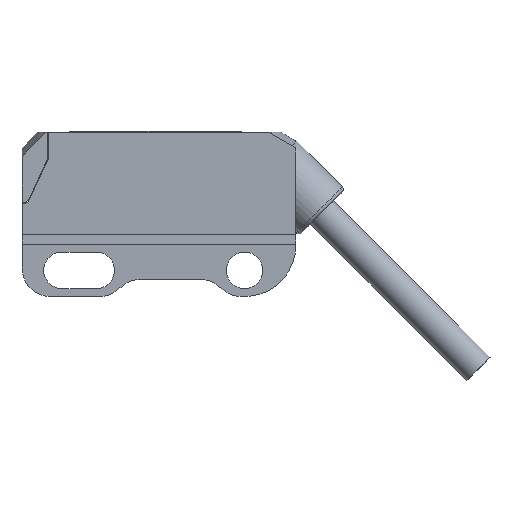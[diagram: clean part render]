
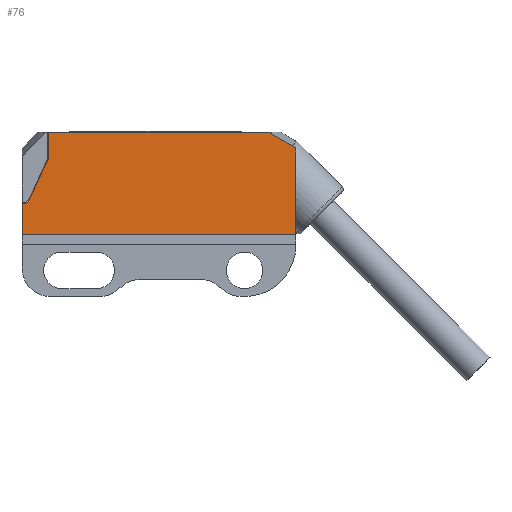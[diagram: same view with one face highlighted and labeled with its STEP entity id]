
A CAD part, left-side view. The second image highlights one B-rep face of the part: STEP entity #76.
In plain terms, the highlighted planar face has unit normal (-1, 0, 0).
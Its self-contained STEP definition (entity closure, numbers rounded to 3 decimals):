
#76 = ADVANCED_FACE( '', ( #144 ), #145, .F. );
#144 = FACE_OUTER_BOUND( '', #289, .T. );
#145 = PLANE( '', #290 );
#289 = EDGE_LOOP( '', ( #443, #444, #445, #446, #447, #448, #449, #450, #451 ) );
#290 = AXIS2_PLACEMENT_3D( '', #452, #453, #454 );
#443 = ORIENTED_EDGE( '', *, *, #976, .F. );
#444 = ORIENTED_EDGE( '', *, *, #970, .T. );
#445 = ORIENTED_EDGE( '', *, *, #977, .T. );
#446 = ORIENTED_EDGE( '', *, *, #978, .F. );
#447 = ORIENTED_EDGE( '', *, *, #979, .F. );
#448 = ORIENTED_EDGE( '', *, *, #980, .F. );
#449 = ORIENTED_EDGE( '', *, *, #981, .T. );
#450 = ORIENTED_EDGE( '', *, *, #982, .F. );
#451 = ORIENTED_EDGE( '', *, *, #983, .F. );
#452 = CARTESIAN_POINT( '', ( -4.05, 0., 2.2 ) );
#453 = DIRECTION( '', ( 1., 0., 0. ) );
#454 = DIRECTION( '', ( 0., 0., -1. ) );
#970 = EDGE_CURVE( '', #1142, #1140, #1143, .T. );
#976 = EDGE_CURVE( '', #1142, #1153, #1154, .T. );
#977 = EDGE_CURVE( '', #1140, #1155, #1156, .T. );
#978 = EDGE_CURVE( '', #1157, #1155, #1158, .T. );
#979 = EDGE_CURVE( '', #1159, #1157, #1160, .T. );
#980 = EDGE_CURVE( '', #1161, #1159, #1162, .T. );
#981 = EDGE_CURVE( '', #1161, #1163, #1164, .T. );
#982 = EDGE_CURVE( '', #1165, #1163, #1166, .T. );
#983 = EDGE_CURVE( '', #1153, #1165, #1167, .T. );
#1140 = VERTEX_POINT( '', #1426 );
#1142 = VERTEX_POINT( '', #1428 );
#1143 = B_SPLINE_CURVE_WITH_KNOTS( '', 3, ( #1429, #1430, #1431, #1432 ), .UNSPECIFIED., .F., .F., ( 4, 4 ), ( 0.016, 0.016 ), .UNSPECIFIED. );
#1153 = VERTEX_POINT( '', #1465 );
#1154 = LINE( '', #1466, #1467 );
#1155 = VERTEX_POINT( '', #1468 );
#1156 = LINE( '', #1469, #1470 );
#1157 = VERTEX_POINT( '', #1471 );
#1158 = LINE( '', #1472, #1473 );
#1159 = VERTEX_POINT( '', #1474 );
#1160 = LINE( '', #1475, #1476 );
#1161 = VERTEX_POINT( '', #1477 );
#1162 = LINE( '', #1478, #1479 );
#1163 = VERTEX_POINT( '', #1480 );
#1164 = CIRCLE( '', #1481, 0.6 );
#1165 = VERTEX_POINT( '', #1482 );
#1166 = LINE( '', #1483, #1484 );
#1167 = LINE( '', #1485, #1486 );
#1426 = CARTESIAN_POINT( '', ( -4.05, -4.239, 10.897 ) );
#1428 = CARTESIAN_POINT( '', ( -4.05, -4.5, 10.631 ) );
#1429 = CARTESIAN_POINT( '', ( -4.05, -4.5, 10.631 ) );
#1430 = CARTESIAN_POINT( '', ( -4.05, -4.413, 10.72 ) );
#1431 = CARTESIAN_POINT( '', ( -4.05, -4.326, 10.809 ) );
#1432 = CARTESIAN_POINT( '', ( -4.05, -4.239, 10.897 ) );
#1465 = CARTESIAN_POINT( '', ( -4.05, -4.5, 3.1 ) );
#1466 = CARTESIAN_POINT( '', ( -4.05, -4.5, 12.1 ) );
#1467 = VECTOR( '', #1855, 1000. );
#1468 = CARTESIAN_POINT( '', ( -4.05, -2.107, 12.1 ) );
#1469 = CARTESIAN_POINT( '', ( -4.05, 9.261, 18.513 ) );
#1470 = VECTOR( '', #1856, 1000. );
#1471 = CARTESIAN_POINT( '', ( -4.05, 17.18, 12.1 ) );
#1472 = CARTESIAN_POINT( '', ( -4.05, 17.18, 12.1 ) );
#1473 = VECTOR( '', #1857, 1000. );
#1474 = CARTESIAN_POINT( '', ( -4.05, 17.18, 9.81 ) );
#1475 = CARTESIAN_POINT( '', ( -4.05, 17.18, 9.81 ) );
#1476 = VECTOR( '', #1858, 1000. );
#1477 = CARTESIAN_POINT( '', ( -4.05, 18.856, 6.198 ) );
#1478 = CARTESIAN_POINT( '', ( -4.05, 18.856, 6.198 ) );
#1479 = VECTOR( '', #1859, 1000. );
#1480 = CARTESIAN_POINT( '', ( -4.05, 19.5, 5.858 ) );
#1481 = AXIS2_PLACEMENT_3D( '', #1860, #1861, #1862 );
#1482 = CARTESIAN_POINT( '', ( -4.05, 19.5, 3.1 ) );
#1483 = CARTESIAN_POINT( '', ( -4.05, 19.5, 0.2 ) );
#1484 = VECTOR( '', #1863, 1000. );
#1485 = CARTESIAN_POINT( '', ( -4.05, 0., 3.1 ) );
#1486 = VECTOR( '', #1864, 1000. );
#1855 = DIRECTION( '', ( 0., 0., -1. ) );
#1856 = DIRECTION( '', ( 0., 0.871, 0.491 ) );
#1857 = DIRECTION( '', ( 0., -1., 0. ) );
#1858 = DIRECTION( '', ( 0., 0., 1. ) );
#1859 = DIRECTION( '', ( 0., -0.421, 0.907 ) );
#1860 = CARTESIAN_POINT( '', ( -4.05, 19.4, 6.45 ) );
#1861 = DIRECTION( '', ( 1., 0., 0. ) );
#1862 = DIRECTION( '', ( 0., 0., -1. ) );
#1863 = DIRECTION( '', ( 0., 0., 1. ) );
#1864 = DIRECTION( '', ( 0., 1., 0. ) );
